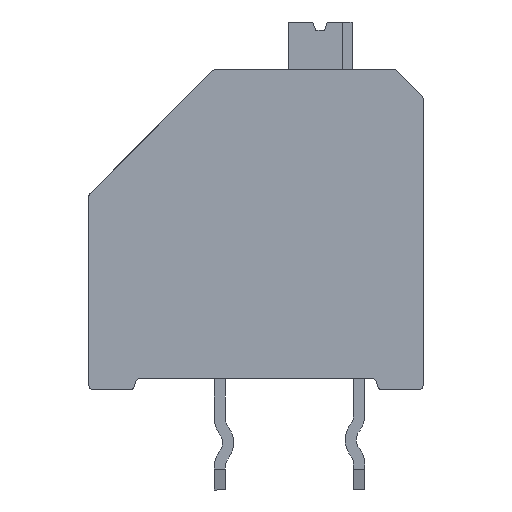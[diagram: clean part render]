
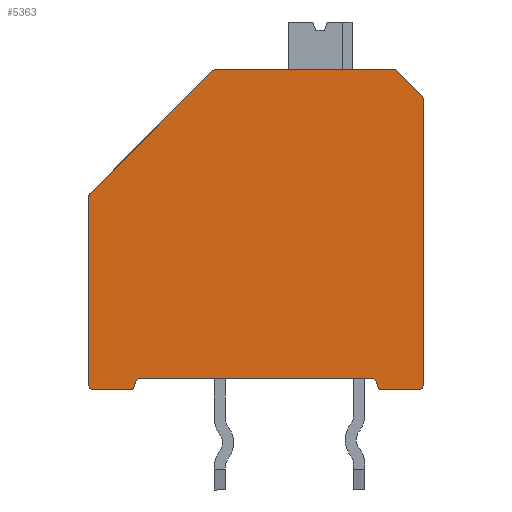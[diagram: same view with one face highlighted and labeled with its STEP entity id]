
A CAD part, front view. The second image highlights one B-rep face of the part: STEP entity #5363.
In plain terms, the highlighted planar face has unit normal (0, -1, 0).
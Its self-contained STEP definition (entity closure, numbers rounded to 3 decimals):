
#212=PLANE('',#5774);
#333=CIRCLE('',#5664,0.17);
#334=CIRCLE('',#5668,0.17);
#336=CIRCLE('',#5672,0.17);
#338=CIRCLE('',#5676,0.17);
#340=CIRCLE('',#5680,0.17);
#342=CIRCLE('',#5684,0.17);
#344=CIRCLE('',#5688,0.17);
#346=CIRCLE('',#5692,0.17);
#348=CIRCLE('',#5696,0.17);
#350=CIRCLE('',#5700,0.17);
#1467=ORIENTED_EDGE('',*,*,#1882,.T.);
#1468=ORIENTED_EDGE('',*,*,#1889,.F.);
#1469=ORIENTED_EDGE('',*,*,#1868,.F.);
#1470=ORIENTED_EDGE('',*,*,#1944,.F.);
#1471=ORIENTED_EDGE('',*,*,#1941,.T.);
#1472=ORIENTED_EDGE('',*,*,#1938,.F.);
#1473=ORIENTED_EDGE('',*,*,#1935,.T.);
#1474=ORIENTED_EDGE('',*,*,#1932,.F.);
#1475=ORIENTED_EDGE('',*,*,#1929,.T.);
#1476=ORIENTED_EDGE('',*,*,#1926,.T.);
#1477=ORIENTED_EDGE('',*,*,#1923,.T.);
#1478=ORIENTED_EDGE('',*,*,#1916,.T.);
#1479=ORIENTED_EDGE('',*,*,#1913,.T.);
#1480=ORIENTED_EDGE('',*,*,#1910,.F.);
#1481=ORIENTED_EDGE('',*,*,#1907,.T.);
#1482=ORIENTED_EDGE('',*,*,#1904,.F.);
#1483=ORIENTED_EDGE('',*,*,#1901,.T.);
#1484=ORIENTED_EDGE('',*,*,#1898,.F.);
#1485=ORIENTED_EDGE('',*,*,#1895,.F.);
#1486=ORIENTED_EDGE('',*,*,#1892,.F.);
#1868=EDGE_CURVE('',#2301,#2302,#2667,.T.);
#1882=EDGE_CURVE('',#2316,#2315,#2680,.T.);
#1889=EDGE_CURVE('',#2302,#2315,#333,.F.);
#1892=EDGE_CURVE('',#2316,#2323,#334,.F.);
#1895=EDGE_CURVE('',#2323,#2325,#2687,.T.);
#1898=EDGE_CURVE('',#2325,#2327,#336,.F.);
#1901=EDGE_CURVE('',#2329,#2327,#2691,.T.);
#1904=EDGE_CURVE('',#2329,#2331,#338,.F.);
#1907=EDGE_CURVE('',#2333,#2331,#2695,.T.);
#1910=EDGE_CURVE('',#2333,#2335,#340,.F.);
#1913=EDGE_CURVE('',#2337,#2335,#2699,.T.);
#1916=EDGE_CURVE('',#2339,#2337,#342,.F.);
#1923=EDGE_CURVE('',#2345,#2339,#2707,.T.);
#1926=EDGE_CURVE('',#2347,#2345,#344,.F.);
#1929=EDGE_CURVE('',#2349,#2347,#2711,.T.);
#1932=EDGE_CURVE('',#2349,#2351,#346,.F.);
#1935=EDGE_CURVE('',#2353,#2351,#2715,.T.);
#1938=EDGE_CURVE('',#2353,#2355,#348,.F.);
#1941=EDGE_CURVE('',#2357,#2355,#2719,.T.);
#1944=EDGE_CURVE('',#2357,#2301,#350,.F.);
#2301=VERTEX_POINT('',#7754);
#2302=VERTEX_POINT('',#7756);
#2315=VERTEX_POINT('',#7783);
#2316=VERTEX_POINT('',#7785);
#2323=VERTEX_POINT('',#7804);
#2325=VERTEX_POINT('',#7810);
#2327=VERTEX_POINT('',#7816);
#2329=VERTEX_POINT('',#7822);
#2331=VERTEX_POINT('',#7828);
#2333=VERTEX_POINT('',#7834);
#2335=VERTEX_POINT('',#7840);
#2337=VERTEX_POINT('',#7846);
#2339=VERTEX_POINT('',#7852);
#2345=VERTEX_POINT('',#7866);
#2347=VERTEX_POINT('',#7872);
#2349=VERTEX_POINT('',#7878);
#2351=VERTEX_POINT('',#7884);
#2353=VERTEX_POINT('',#7890);
#2355=VERTEX_POINT('',#7896);
#2357=VERTEX_POINT('',#7902);
#2667=LINE('',#7755,#3041);
#2680=LINE('',#7784,#3054);
#2687=LINE('',#7809,#3061);
#2691=LINE('',#7821,#3065);
#2695=LINE('',#7833,#3069);
#2699=LINE('',#7845,#3073);
#2707=LINE('',#7865,#3081);
#2711=LINE('',#7877,#3085);
#2715=LINE('',#7889,#3089);
#2719=LINE('',#7901,#3093);
#3041=VECTOR('',#6584,1000.);
#3054=VECTOR('',#6601,1000.);
#3061=VECTOR('',#6626,1000.);
#3065=VECTOR('',#6638,1000.);
#3069=VECTOR('',#6650,1000.);
#3073=VECTOR('',#6662,1000.);
#3081=VECTOR('',#6678,1000.);
#3085=VECTOR('',#6690,1000.);
#3089=VECTOR('',#6702,1000.);
#3093=VECTOR('',#6714,1000.);
#3388=EDGE_LOOP('',(#1467,#1468,#1469,#1470,#1471,#1472,#1473,#1474,#1475,
#1476,#1477,#1478,#1479,#1480,#1481,#1482,#1483,#1484,#1485,#1486));
#3612=FACE_BOUND('',#3388,.T.);
#5363=ADVANCED_FACE('',(#3612),#212,.T.);
#5664=AXIS2_PLACEMENT_3D('',#7798,#6611,#6612);
#5668=AXIS2_PLACEMENT_3D('',#7803,#6619,#6620);
#5672=AXIS2_PLACEMENT_3D('',#7815,#6631,#6632);
#5676=AXIS2_PLACEMENT_3D('',#7827,#6643,#6644);
#5680=AXIS2_PLACEMENT_3D('',#7839,#6655,#6656);
#5684=AXIS2_PLACEMENT_3D('',#7851,#6667,#6668);
#5688=AXIS2_PLACEMENT_3D('',#7871,#6683,#6684);
#5692=AXIS2_PLACEMENT_3D('',#7883,#6695,#6696);
#5696=AXIS2_PLACEMENT_3D('',#7895,#6707,#6708);
#5700=AXIS2_PLACEMENT_3D('',#7907,#6719,#6720);
#5774=AXIS2_PLACEMENT_3D('',#8134,#6936,#6937);
#6584=DIRECTION('',(0.707,0.,0.707));
#6601=DIRECTION('',(-1.,0.,0.));
#6611=DIRECTION('',(0.,-1.,0.));
#6612=DIRECTION('',(0.,0.,-1.));
#6619=DIRECTION('',(0.,-1.,0.));
#6620=DIRECTION('',(0.,0.,-1.));
#6626=DIRECTION('',(0.707,0.,-0.707));
#6631=DIRECTION('',(0.,-1.,0.));
#6632=DIRECTION('',(0.,0.,-1.));
#6638=DIRECTION('',(0.,0.,1.));
#6643=DIRECTION('',(0.,-1.,0.));
#6644=DIRECTION('',(0.,0.,-1.));
#6650=DIRECTION('',(1.,0.,0.));
#6655=DIRECTION('',(0.,-1.,0.));
#6656=DIRECTION('',(0.,0.,-1.));
#6662=DIRECTION('',(0.259,0.,-0.966));
#6667=DIRECTION('',(0.,-1.,0.));
#6668=DIRECTION('',(0.,0.,-1.));
#6678=DIRECTION('',(1.,0.,0.));
#6683=DIRECTION('',(0.,-1.,0.));
#6684=DIRECTION('',(0.,0.,-1.));
#6690=DIRECTION('',(0.259,0.,0.966));
#6695=DIRECTION('',(0.,-1.,0.));
#6696=DIRECTION('',(0.,0.,-1.));
#6702=DIRECTION('',(1.,0.,0.));
#6707=DIRECTION('',(0.,-1.,0.));
#6708=DIRECTION('',(0.,0.,-1.));
#6714=DIRECTION('',(0.,0.,-1.));
#6719=DIRECTION('',(0.,-1.,0.));
#6720=DIRECTION('',(0.,0.,-1.));
#6936=DIRECTION('',(0.,-1.,0.));
#6937=DIRECTION('',(0.,0.,-1.));
#7754=CARTESIAN_POINT('',(0.05,-1.75,6.88));
#7755=CARTESIAN_POINT('',(1.847,-1.75,8.677));
#7756=CARTESIAN_POINT('',(4.45,-1.75,11.28));
#7783=CARTESIAN_POINT('',(4.57,-1.75,11.33));
#7784=CARTESIAN_POINT('',(12.,-1.75,11.33));
#7785=CARTESIAN_POINT('',(10.93,-1.75,11.33));
#7798=CARTESIAN_POINT('',(4.57,-1.75,11.16));
#7803=CARTESIAN_POINT('',(10.93,-1.75,11.16));
#7804=CARTESIAN_POINT('',(11.05,-1.75,11.28));
#7809=CARTESIAN_POINT('',(11.5,-1.75,10.83));
#7810=CARTESIAN_POINT('',(11.95,-1.75,10.38));
#7815=CARTESIAN_POINT('',(11.83,-1.75,10.26));
#7816=CARTESIAN_POINT('',(12.,-1.75,10.26));
#7821=CARTESIAN_POINT('',(12.,-1.75,-0.17));
#7822=CARTESIAN_POINT('',(12.,-1.75,0.));
#7827=CARTESIAN_POINT('',(11.83,-1.75,0.));
#7828=CARTESIAN_POINT('',(11.83,-1.75,-0.17));
#7833=CARTESIAN_POINT('',(0.,-1.75,-0.17));
#7834=CARTESIAN_POINT('',(10.53,-1.75,-0.17));
#7839=CARTESIAN_POINT('',(10.53,-1.75,0.));
#7840=CARTESIAN_POINT('',(10.366,-1.75,-0.044));
#7845=CARTESIAN_POINT('',(10.774,-1.75,-1.566));
#7846=CARTESIAN_POINT('',(10.327,-1.75,0.104));
#7851=CARTESIAN_POINT('',(10.162,-1.75,0.06));
#7852=CARTESIAN_POINT('',(10.162,-1.75,0.23));
#7865=CARTESIAN_POINT('',(10.493,-1.75,0.23));
#7866=CARTESIAN_POINT('',(1.838,-1.75,0.23));
#7871=CARTESIAN_POINT('',(1.838,-1.75,0.06));
#7872=CARTESIAN_POINT('',(1.673,-1.75,0.104));
#7877=CARTESIAN_POINT('',(1.707,-1.75,0.23));
#7878=CARTESIAN_POINT('',(1.634,-1.75,-0.044));
#7883=CARTESIAN_POINT('',(1.47,-1.75,0.));
#7884=CARTESIAN_POINT('',(1.47,-1.75,-0.17));
#7889=CARTESIAN_POINT('',(0.,-1.75,-0.17));
#7890=CARTESIAN_POINT('',(0.17,-1.75,-0.17));
#7895=CARTESIAN_POINT('',(0.17,-1.75,0.));
#7896=CARTESIAN_POINT('',(0.,-1.75,0.));
#7901=CARTESIAN_POINT('',(0.,-1.75,11.33));
#7902=CARTESIAN_POINT('',(0.,-1.75,6.76));
#7907=CARTESIAN_POINT('',(0.17,-1.75,6.76));
#8134=CARTESIAN_POINT('',(0.,-1.75,0.));
